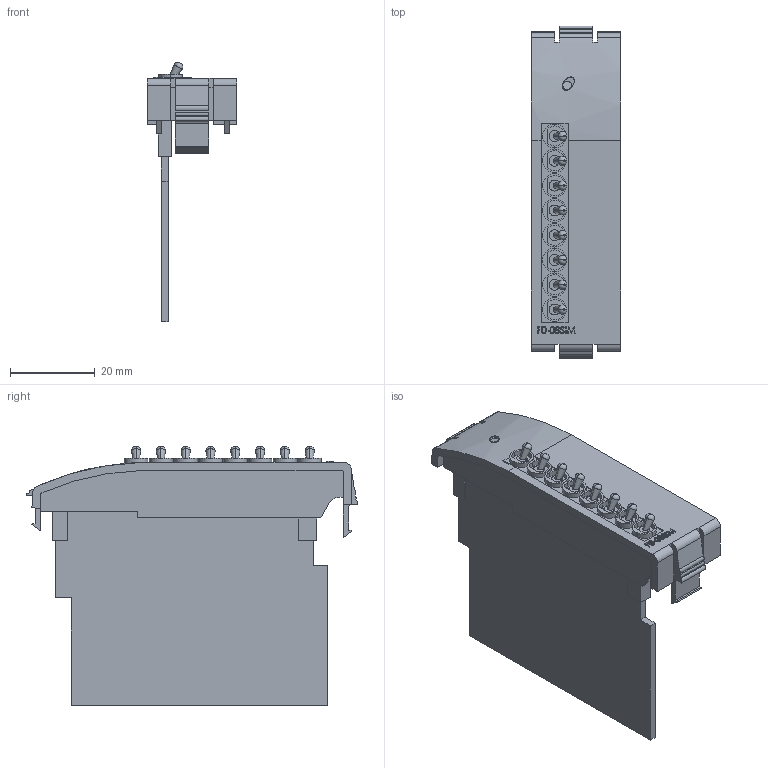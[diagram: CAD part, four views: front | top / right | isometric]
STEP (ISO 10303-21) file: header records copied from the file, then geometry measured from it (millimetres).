
FILE_DESCRIPTION (( 'STEP AP214' ), '1' );
FILE_NAME ('F0-08SIM.STEP', '2011-02-03T14:13:58', ( '.adc' ), ( '' ), 'SwSTEP 2.0', 'SolidWorks 2009', '' );
FILE_SCHEMA (( 'AUTOMOTIVE_DESIGN' ));
Length unit declared in the file: inch
Products named in the file (1): F0-08SIM
Bounding box: 20.98 x 78.23 x 61.05 mm (x, y, z)
Volume: 10603.4 mm3; surface area: 13995.2 mm2
Topology: 1 solids, 1 shells, 360 faces, 938 edges, 618 vertices
Faces by surface type: plane 182, cylinder 94, bspline 52, cone 16, torus 16
Entity records: 17021 total; most frequent: CARTESIAN_POINT 5469, ORIENTED_EDGE 1876, DIRECTION 1673, EDGE_CURVE 938, VERTEX_POINT 618, AXIS2_PLACEMENT_3D 564, VECTOR 545, LINE 545
